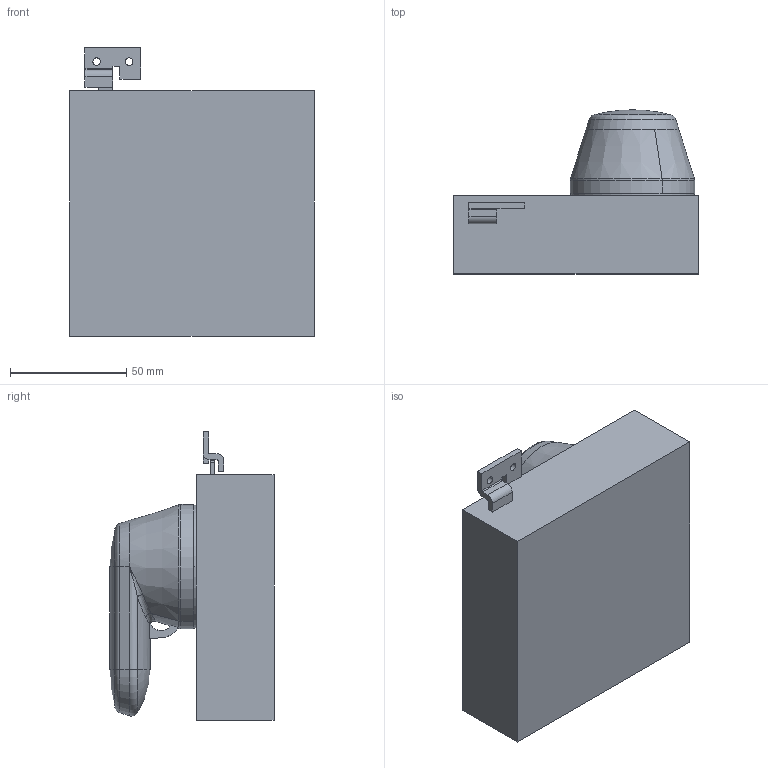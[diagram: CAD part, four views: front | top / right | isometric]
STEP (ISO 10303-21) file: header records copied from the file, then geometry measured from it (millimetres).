
FILE_DESCRIPTION(('CATIA V5 STEP Exchange'),'2;1');
FILE_NAME('1SDH001294R0151_1PA_001_00_A3_3p_RHD.stp','2014-12-04T15:44:10+00:00',('none'),('none'),'CATIA Version 5 Release 20 SP 1 (IN-10)','CATIA V5 STEP AP214','none');
FILE_SCHEMA(('AUTOMOTIVE_DESIGN { 1 0 10303 214 1 1 1 1 }'));
Length unit declared in the file: millimetre
Products named in the file (1): 1SDH001294R0151_1PA_001_00_A3_3p_RHD
Bounding box: 105 x 70.5 x 124 mm (x, y, z)
Volume: 456338.8 mm3; surface area: 45520.9 mm2
Topology: 2 solids, 2 shells, 72 faces, 181 edges, 110 vertices
Faces by surface type: plane 33, cylinder 22, torus 5, bspline 5, cone 4, sphere 3
Entity records: 2871 total; most frequent: CARTESIAN_POINT 1029, ORIENTED_EDGE 352, DIRECTION 274, EDGE_CURVE 176, AXIS2_PLACEMENT_3D 113, VERTEX_POINT 110, VECTOR 101, LINE 101
